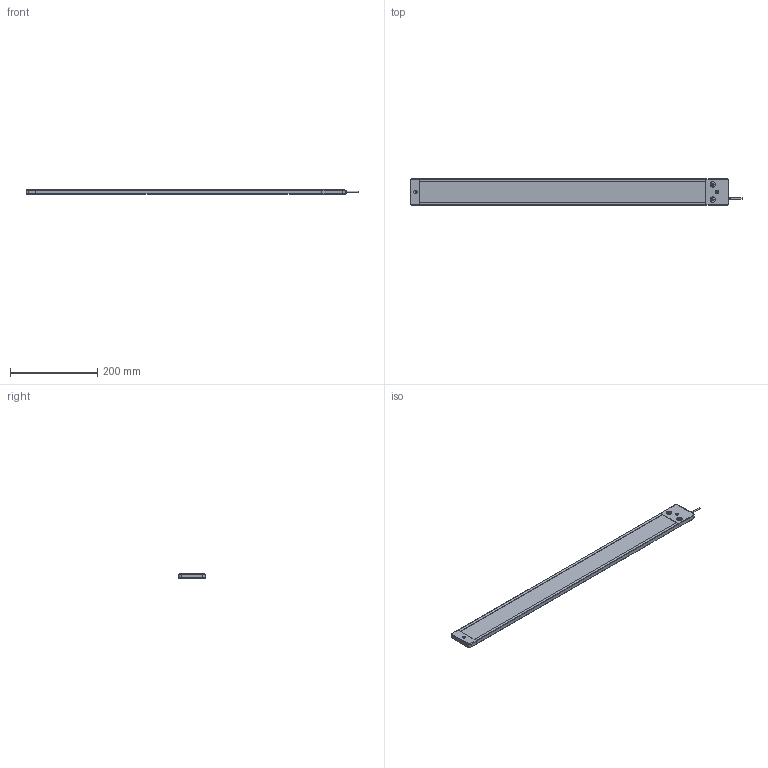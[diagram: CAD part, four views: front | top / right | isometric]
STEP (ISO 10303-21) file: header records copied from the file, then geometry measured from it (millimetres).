
FILE_DESCRIPTION((''),'2;1');
FILE_NAME('NLUD30-DC SERIES.stp','2023-12-01T17:37:54',(''),(''),'Mechanical Desktop 2011','Mechanical Desktop 2011',', , ');
FILE_SCHEMA(('CONFIG_CONTROL_DESIGN'));
Length unit declared in the file: millimetre
Products named in the file (1): Product
Bounding box: 760 x 60 x 10.1 mm (x, y, z)
Volume: 407780.5 mm3; surface area: 116120.8 mm2
Topology: 14 solids, 14 shells, 334 faces, 872 edges, 563 vertices
Faces by surface type: plane 143, cylinder 82, bspline 65, cone 36, torus 8
Entity records: 10843 total; most frequent: CARTESIAN_POINT 2479, ORIENTED_EDGE 1724, DIRECTION 1678, EDGE_CURVE 862, VECTOR 578, LINE 578, VERTEX_POINT 563, AXIS2_PLACEMENT_3D 550
